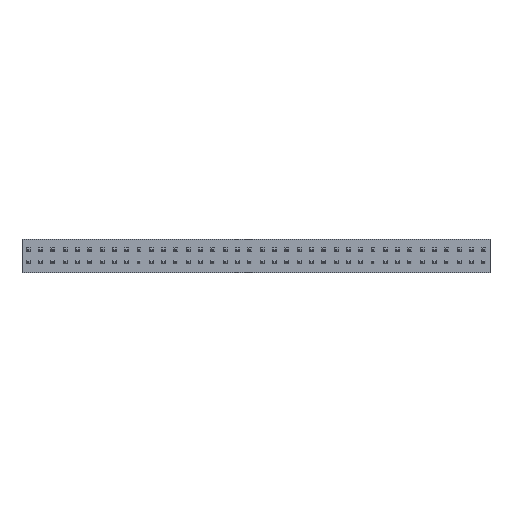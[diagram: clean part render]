
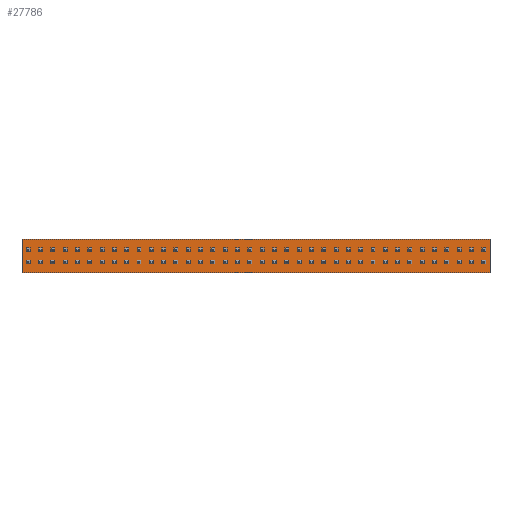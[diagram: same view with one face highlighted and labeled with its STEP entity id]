
A CAD part, top view. The second image highlights one B-rep face of the part: STEP entity #27786.
In plain terms, the highlighted face is planar.
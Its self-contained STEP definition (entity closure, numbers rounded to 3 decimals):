
#27654 = EDGE_CURVE('',#27655,#27657,#27659,.T.);
#27655 = VERTEX_POINT('',#27656);
#27656 = CARTESIAN_POINT('',(-24.13,1.778,-1.715));
#27657 = VERTEX_POINT('',#27658);
#27658 = CARTESIAN_POINT('',(-24.13,1.778,1.715));
#27659 = LINE('',#27660,#27661);
#27660 = CARTESIAN_POINT('',(-24.13,1.778,-1.715));
#27661 = VECTOR('',#27662,1.);
#27662 = DIRECTION('',(0.,0.,1.));
#27694 = EDGE_CURVE('',#27657,#27695,#27697,.T.);
#27695 = VERTEX_POINT('',#27696);
#27696 = CARTESIAN_POINT('',(24.13,1.778,1.715));
#27697 = LINE('',#27698,#27699);
#27698 = CARTESIAN_POINT('',(-24.13,1.778,1.715));
#27699 = VECTOR('',#27700,1.);
#27700 = DIRECTION('',(1.,0.,0.));
#27725 = EDGE_CURVE('',#27695,#27726,#27728,.T.);
#27726 = VERTEX_POINT('',#27727);
#27727 = CARTESIAN_POINT('',(24.13,1.778,-1.715));
#27728 = LINE('',#27729,#27730);
#27729 = CARTESIAN_POINT('',(24.13,1.778,1.715));
#27730 = VECTOR('',#27731,1.);
#27731 = DIRECTION('',(0.,0.,-1.));
#27756 = EDGE_CURVE('',#27726,#27655,#27757,.T.);
#27757 = LINE('',#27758,#27759);
#27758 = CARTESIAN_POINT('',(24.13,1.778,-1.715));
#27759 = VECTOR('',#27760,1.);
#27760 = DIRECTION('',(-1.,0.,0.));
#27786 = ADVANCED_FACE('',(#27787),#27793,.T.);
#27787 = FACE_BOUND('',#27788,.T.);
#27788 = EDGE_LOOP('',(#27789,#27790,#27791,#27792));
#27789 = ORIENTED_EDGE('',*,*,#27654,.T.);
#27790 = ORIENTED_EDGE('',*,*,#27694,.T.);
#27791 = ORIENTED_EDGE('',*,*,#27725,.T.);
#27792 = ORIENTED_EDGE('',*,*,#27756,.T.);
#27793 = PLANE('',#27794);
#27794 = AXIS2_PLACEMENT_3D('',#27795,#27796,#27797);
#27795 = CARTESIAN_POINT('',(0.,1.778,0.));
#27796 = DIRECTION('',(0.,1.,0.));
#27797 = DIRECTION('',(0.,-0.,1.));
